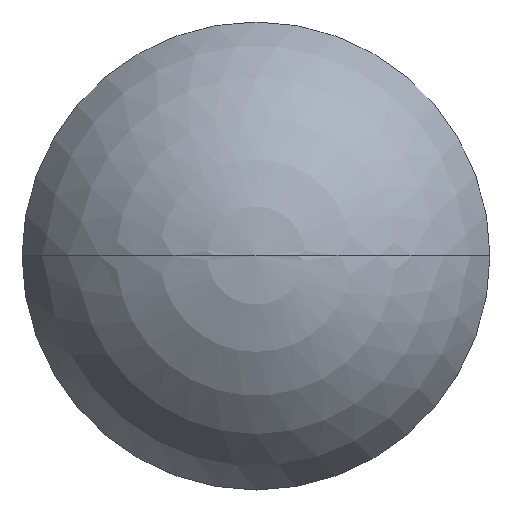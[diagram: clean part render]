
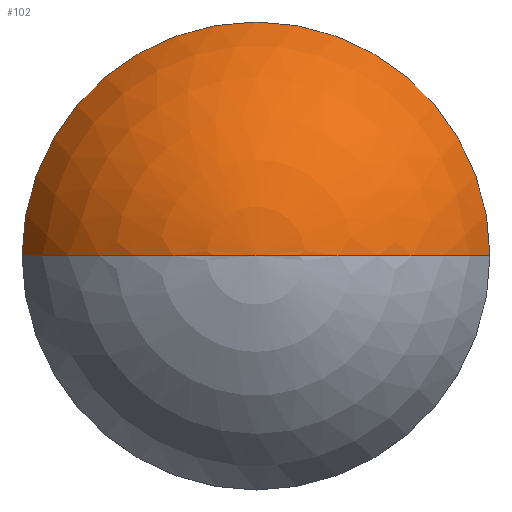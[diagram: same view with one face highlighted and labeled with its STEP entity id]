
A CAD part, top view. The second image highlights one B-rep face of the part: STEP entity #102.
In plain terms, the highlighted spherical face has radius 9 mm.
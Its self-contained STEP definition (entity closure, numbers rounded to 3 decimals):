
#28=CARTESIAN_POINT('POINT3',(8.25,0.,
   1.597));
#29=VERTEX_POINT('VERTEX3',#28);
#36=CARTESIAN_POINT('POINT4',(-8.25,0.,
   1.597));
#37=VERTEX_POINT('VERTEX4',#36);
#59=CARTESIAN_POINT('POS8',(0.,0.,1.597));
#60=DIRECTION('DIR13',(0.,0.,1.));
#61=DIRECTION('DIR14',(1.,0.,0.));
#62=AXIS2_PLACEMENT_3D('AXIS6',#59,#60,#61);
#63=CIRCLE('ELLIPSE4',#62,8.25);
#64=EDGE_CURVE('EDGE6',#37,#29,#63,.F.);
#73=CARTESIAN_POINT('POINT5',(0.,
   0.,7.));
#74=VERTEX_POINT('VERTEX5',#73);
#75=CARTESIAN_POINT('POS9',(0.,0.,-2.));
#76=DIRECTION('DIR15',(0.,-1.,
   0.));
#77=DIRECTION('DIR16',(0.917,0.,
   0.4));
#78=AXIS2_PLACEMENT_3D('AXIS7',#75,#76,#77);
#79=CIRCLE('ELLIPSE5',#78,9.);
#80=EDGE_CURVE('EDGE7',#29,#74,#79,.T.);
#82=CARTESIAN_POINT('POS10',(0.,0.,-2.));
#83=DIRECTION('DIR17',(0.,1.,
   0.));
#84=DIRECTION('DIR18',(-0.917,0.,
   0.4));
#85=AXIS2_PLACEMENT_3D('AXIS8',#82,#83,#84);
#86=CIRCLE('ELLIPSE6',#85,9.);
#87=EDGE_CURVE('EDGE8',#37,#74,#86,.T.);
#91=CARTESIAN_POINT('POS11',(0.,0.,-2.));
#92=DIRECTION('DIR19',(0.,0.,1.));
#93=DIRECTION('DIR20',(1.,0.,0.));
#94=AXIS2_PLACEMENT_3D('AXIS9',#91,#92,#93);
#95=SPHERICAL_SURFACE('SPHERE_SURF1',#94,9.);
#97=ORIENTED_EDGE('COEDGE14',*,*,#80,.F.);
#98=ORIENTED_EDGE('COEDGE15',*,*,#64,.F.);
#99=ORIENTED_EDGE('COEDGE16',*,*,#87,.T.);
#100=EDGE_LOOP('NONE',(#97,#98,#99));
#101=FACE_BOUND('LOOP1',#100,.T.);
#102=ADVANCED_FACE('FACE5',(#101),#95,.T.);
